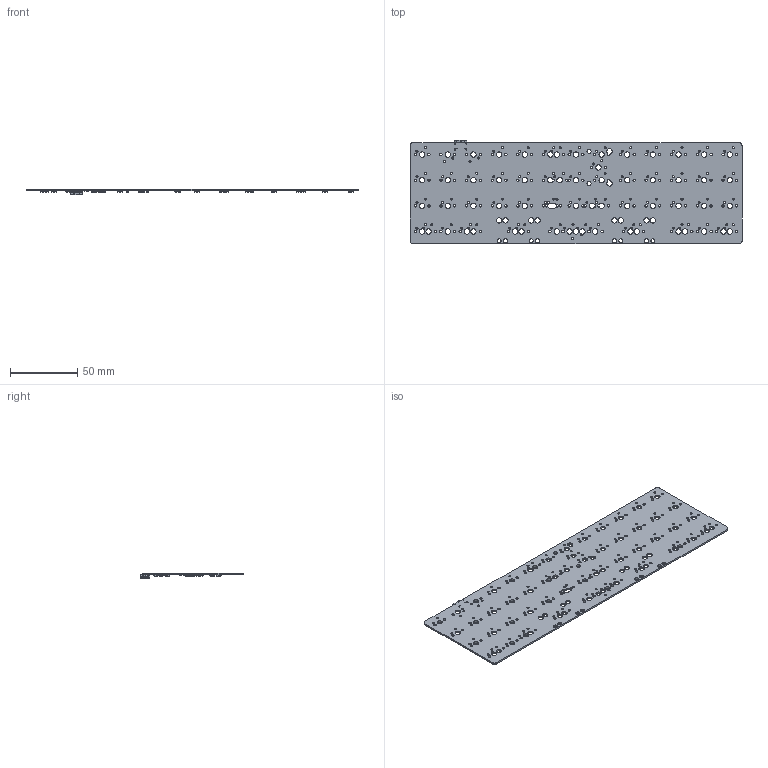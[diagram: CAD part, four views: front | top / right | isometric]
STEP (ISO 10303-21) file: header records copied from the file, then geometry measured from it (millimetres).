
FILE_DESCRIPTION(('KiCad electronic assembly'),'2;1');
FILE_NAME('stm32f072_template.step','2024-03-16T16:44:16',('Pcbnew'),( 'Kicad'),'Open CASCADE STEP processor 7.7','KiCad to STEP converter' ,'Unknown');
FILE_SCHEMA(('AUTOMOTIVE_DESIGN { 1 0 10303 214 1 1 1 1 }'));
Length unit declared in the file: millimetre
Products named in the file (22): stm32f072_template 1; D_SOD-123; D_SOD_123; C_0402_1005Metric; LQFP-48_7x7mm_P0.5mm; LQFP_48_7x7mm_P05mm; SW_SPST_TL3342; SOT-143; SOT_143; SOT-23; SOT_23; R_0402_1005Metric; Fuse_1206_3216Metric; CON_TYPE-C-31-M-12; CON_TYPE-C-31-M-12 v0; C_0603_1608Metric; Lucky_PCB
Assembly tree (81 placements, depth 3):
  stm32f072_template 1
    D_SOD-123  x49
      D_SOD_123
    C_0402_1005Metric  x9
      C_0402_1005Metric
    LQFP-48_7x7mm_P0.5mm
      LQFP_48_7x7mm_P05mm
    SW_SPST_TL3342  x2
      SW_SPST_TL3342
    SOT-143
      SOT_143
    SOT-23
      SOT_23
    R_0402_1005Metric  x4
      R_0402_1005Metric
    Fuse_1206_3216Metric
      Fuse_1206_3216Metric
    CON_TYPE-C-31-M-12
      CON_TYPE-C-31-M-12 v0
    C_0603_1608Metric
      C_0603_1608Metric
    Lucky_PCB
Bounding box: 246.6 x 77.18 x 4.45 mm (x, y, z)
Volume: 20943.3 mm3; surface area: 39472.3 mm2
Topology: 74 solids, 76 shells, 5971 faces, 14814 edges, 9054 vertices
Faces by surface type: plane 3071, bspline 1441, cylinder 1393, sphere 32, torus 28, cone 6
Full cylindrical faces by diameter (mm): 0.5 x3, 0.65 x2, 1.524 x117, 1.75 x92, 2 x2, 3.048 x10, 3.988 x56
Entity records: 84250 total; most frequent: CARTESIAN_POINT 16613, ORIENTED_EDGE 11994, DIRECTION 11875, EDGE_CURVE 5997, LINE 4037, VECTOR 4037, AXIS2_PLACEMENT_3D 3919, VERTEX_POINT 3787
